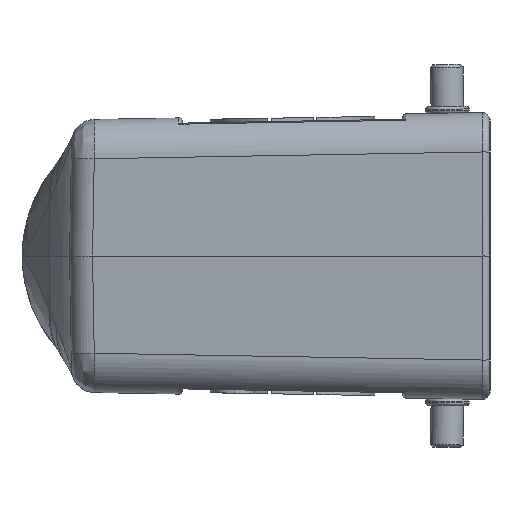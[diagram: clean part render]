
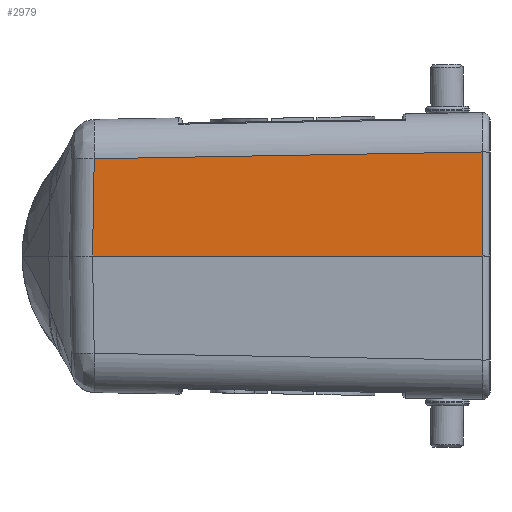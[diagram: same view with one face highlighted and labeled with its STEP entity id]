
A CAD part, left-side view. The second image highlights one B-rep face of the part: STEP entity #2979.
In plain terms, the highlighted planar face has unit normal (-1, 0.018, 0.017).
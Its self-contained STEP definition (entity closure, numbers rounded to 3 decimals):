
#383=B_SPLINE_CURVE_WITH_KNOTS('',3,(#17182,#17183,#17184,#17185),
 .UNSPECIFIED.,.F.,.F.,(4,4),(0.,1.),.UNSPECIFIED.);
#478=B_SPLINE_CURVE_WITH_KNOTS('',3,(#18878,#18879,#18880,#18881),
 .UNSPECIFIED.,.F.,.F.,(4,4),(0.,1.),.UNSPECIFIED.);
#1090=LINE('',#18873,#1711);
#1092=LINE('',#18876,#1713);
#1711=VECTOR('',#12044,1.);
#1713=VECTOR('',#12048,1.);
#2304=FACE_OUTER_BOUND('',#4046,.T.);
#2979=ADVANCED_FACE('',(#2304),#3252,.F.);
#3252=PLANE('',#9868);
#4046=EDGE_LOOP('',(#6595,#6596,#6597,#6598));
#6595=ORIENTED_EDGE('',*,*,#8665,.F.);
#6596=ORIENTED_EDGE('',*,*,#8785,.F.);
#6597=ORIENTED_EDGE('',*,*,#8787,.F.);
#6598=ORIENTED_EDGE('',*,*,#8788,.T.);
#7432=VERTEX_POINT('',#17181);
#7433=VERTEX_POINT('',#17186);
#7500=VERTEX_POINT('',#18871);
#7502=VERTEX_POINT('',#18877);
#8665=EDGE_CURVE('',#7432,#7433,#383,.T.);
#8785=EDGE_CURVE('',#7500,#7432,#1090,.T.);
#8787=EDGE_CURVE('',#7502,#7500,#1092,.T.);
#8788=EDGE_CURVE('',#7502,#7433,#478,.T.);
#9868=AXIS2_PLACEMENT_3D('',#18882,#12049,#12050);
#12044=DIRECTION('',(0.017,-0.017,1.));
#12048=DIRECTION('',(0.017,1.,0.));
#12049=DIRECTION('',(1.,-0.017,-0.017));
#12050=DIRECTION('',(0.017,0.,1.));
#17181=CARTESIAN_POINT('',(-45.462,129.207,14.572));
#17182=CARTESIAN_POINT('',(-45.462,129.207,14.572));
#17183=CARTESIAN_POINT('',(-45.795,109.811,14.911));
#17184=CARTESIAN_POINT('',(-46.127,90.414,15.249));
#17185=CARTESIAN_POINT('',(-46.46,71.017,15.588));
#17186=CARTESIAN_POINT('',(-46.46,71.017,15.588));
#18871=CARTESIAN_POINT('',(-45.712,129.462,0.));
#18873=CARTESIAN_POINT('',(-45.712,129.462,0.));
#18876=CARTESIAN_POINT('',(-46.732,71.017,0.));
#18877=CARTESIAN_POINT('',(-46.732,71.017,0.));
#18878=CARTESIAN_POINT('',(-46.732,71.017,0.));
#18879=CARTESIAN_POINT('',(-46.642,71.017,5.196));
#18880=CARTESIAN_POINT('',(-46.551,71.017,10.392));
#18881=CARTESIAN_POINT('',(-46.46,71.017,15.588));
#18882=CARTESIAN_POINT('',(-46.086,100.24,7.785));
